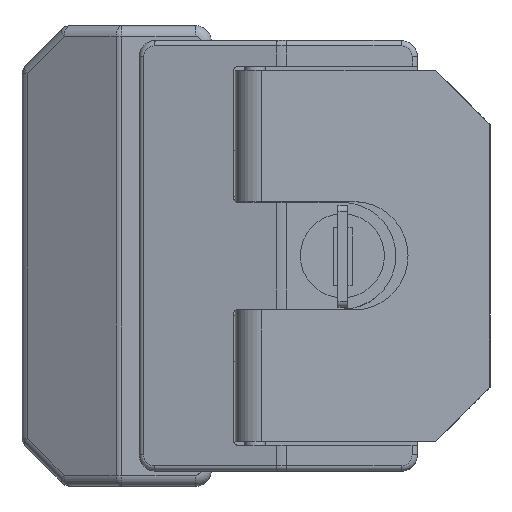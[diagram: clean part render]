
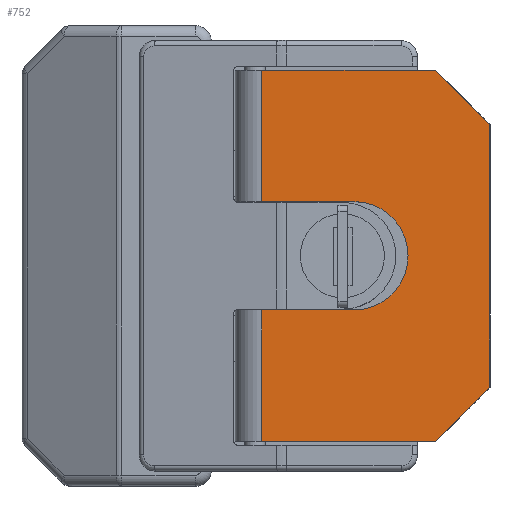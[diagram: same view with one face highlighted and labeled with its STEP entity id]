
A CAD part, top view. The second image highlights one B-rep face of the part: STEP entity #752.
In plain terms, the highlighted face is planar.
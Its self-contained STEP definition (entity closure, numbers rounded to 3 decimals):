
#204 = DIRECTION ( 'NONE',  ( 0., 0., -1. ) ) ;
#266 = CARTESIAN_POINT ( 'NONE',  ( -18.5, 34.25, 7.3 ) ) ;
#300 = CARTESIAN_POINT ( 'NONE',  ( -23.5, 34.25, 7.3 ) ) ;
#312 = VECTOR ( 'NONE', #2014, 1000. ) ;
#752 = ADVANCED_FACE ( 'NONE', ( #7082 ), #4046, .F. ) ;
#827 = EDGE_CURVE ( 'NONE', #6741, #10076, #2421, .T. ) ;
#843 = EDGE_CURVE ( 'NONE', #2334, #9692, #8772, .T. ) ;
#1249 = CARTESIAN_POINT ( 'NONE',  ( 13.5, -34.25, 7.3 ) ) ;
#1475 = AXIS2_PLACEMENT_3D ( 'NONE', #8624, #204, #2376 ) ;
#1563 = ORIENTED_EDGE ( 'NONE', *, *, #3639, .T. ) ;
#1587 = CARTESIAN_POINT ( 'NONE',  ( 13.5, -34.25, 7.3 ) ) ;
#1597 = VERTEX_POINT ( 'NONE', #8889 ) ;
#1740 = DIRECTION ( 'NONE',  ( 0., 1., 0. ) ) ;
#1741 = CARTESIAN_POINT ( 'NONE',  ( -23.5, 10., 7.3 ) ) ;
#1744 = EDGE_CURVE ( 'NONE', #7491, #9234, #4475, .T. ) ;
#1792 = DIRECTION ( 'NONE',  ( 1., 0., 0. ) ) ;
#1879 = CARTESIAN_POINT ( 'NONE',  ( -23.5, -10., 7.3 ) ) ;
#2014 = DIRECTION ( 'NONE',  ( 0., -1., 0. ) ) ;
#2315 = AXIS2_PLACEMENT_3D ( 'NONE', #8212, #2870, #7432 ) ;
#2334 = VERTEX_POINT ( 'NONE', #6463 ) ;
#2376 = DIRECTION ( 'NONE',  ( -1., 0., 0. ) ) ;
#2421 = LINE ( 'NONE', #1587, #5412 ) ;
#2640 = AXIS2_PLACEMENT_3D ( 'NONE', #3732, #6307, #8660 ) ;
#2645 = VECTOR ( 'NONE', #8871, 1000. ) ;
#2684 = DIRECTION ( 'NONE',  ( 0., -1., 0. ) ) ;
#2865 = ORIENTED_EDGE ( 'NONE', *, *, #1744, .T. ) ;
#2870 = DIRECTION ( 'NONE',  ( 0., 0., 1. ) ) ;
#2886 = CARTESIAN_POINT ( 'NONE',  ( -18.5, 0., 7.3 ) ) ;
#3063 = ORIENTED_EDGE ( 'NONE', *, *, #5474, .F. ) ;
#3639 = EDGE_CURVE ( 'NONE', #5037, #8856, #5589, .T. ) ;
#3645 = EDGE_CURVE ( 'NONE', #10076, #1597, #7131, .T. ) ;
#3686 = VERTEX_POINT ( 'NONE', #7950 ) ;
#3732 = CARTESIAN_POINT ( 'NONE',  ( -1.5, 0., 7.3 ) ) ;
#3938 = ORIENTED_EDGE ( 'NONE', *, *, #6092, .T. ) ;
#3953 = VECTOR ( 'NONE', #5111, 1000. ) ;
#3979 = EDGE_LOOP ( 'NONE', ( #1563, #3938, #5014, #6911, #8684, #3063, #2865, #8558, #5467, #6292, #5405 ) ) ;
#4046 = PLANE ( 'NONE',  #1475 ) ;
#4260 = CARTESIAN_POINT ( 'NONE',  ( -18.5, -10., 7.3 ) ) ;
#4305 = CARTESIAN_POINT ( 'NONE',  ( 8.5, 0., 7.3 ) ) ;
#4359 = CARTESIAN_POINT ( 'NONE',  ( -18.5, -34.25, 7.3 ) ) ;
#4396 = VECTOR ( 'NONE', #2684, 1000. ) ;
#4475 = LINE ( 'NONE', #6777, #4396 ) ;
#4541 = EDGE_CURVE ( 'NONE', #3686, #9182, #6062, .T. ) ;
#4724 = EDGE_CURVE ( 'NONE', #9182, #9692, #9348, .T. ) ;
#4971 = VECTOR ( 'NONE', #8718, 1000. ) ;
#5014 = ORIENTED_EDGE ( 'NONE', *, *, #843, .T. ) ;
#5037 = VERTEX_POINT ( 'NONE', #9778 ) ;
#5111 = DIRECTION ( 'NONE',  ( 1., 0., 0. ) ) ;
#5297 = CARTESIAN_POINT ( 'NONE',  ( -1.5, 10., 7.3 ) ) ;
#5405 = ORIENTED_EDGE ( 'NONE', *, *, #7906, .T. ) ;
#5412 = VECTOR ( 'NONE', #6363, 1000. ) ;
#5467 = ORIENTED_EDGE ( 'NONE', *, *, #827, .T. ) ;
#5474 = EDGE_CURVE ( 'NONE', #7491, #3686, #8903, .T. ) ;
#5589 = LINE ( 'NONE', #300, #4971 ) ;
#5942 = VECTOR ( 'NONE', #1740, 1000. ) ;
#6062 = CIRCLE ( 'NONE', #2315, 10. ) ;
#6092 = EDGE_CURVE ( 'NONE', #8856, #2334, #9958, .T. ) ;
#6292 = ORIENTED_EDGE ( 'NONE', *, *, #3645, .T. ) ;
#6307 = DIRECTION ( 'NONE',  ( 0., 0., 1. ) ) ;
#6363 = DIRECTION ( 'NONE',  ( 0.707, 0.707, 0. ) ) ;
#6463 = CARTESIAN_POINT ( 'NONE',  ( -18.5, 10., 7.3 ) ) ;
#6565 = VECTOR ( 'NONE', #8572, 1000. ) ;
#6741 = VERTEX_POINT ( 'NONE', #1249 ) ;
#6777 = CARTESIAN_POINT ( 'NONE',  ( -18.5, 0., 7.3 ) ) ;
#6911 = ORIENTED_EDGE ( 'NONE', *, *, #4724, .F. ) ;
#7027 = CARTESIAN_POINT ( 'NONE',  ( 13.5, 34.25, 7.3 ) ) ;
#7082 = FACE_OUTER_BOUND ( 'NONE', #3979, .T. ) ;
#7131 = LINE ( 'NONE', #9639, #5942 ) ;
#7277 = CARTESIAN_POINT ( 'NONE',  ( -23.5, -34.25, 7.3 ) ) ;
#7432 = DIRECTION ( 'NONE',  ( 1., 0., 0. ) ) ;
#7491 = VERTEX_POINT ( 'NONE', #4260 ) ;
#7906 = EDGE_CURVE ( 'NONE', #1597, #5037, #9328, .T. ) ;
#7950 = CARTESIAN_POINT ( 'NONE',  ( -1.5, -10., 7.3 ) ) ;
#7966 = EDGE_CURVE ( 'NONE', #9234, #6741, #8713, .T. ) ;
#8212 = CARTESIAN_POINT ( 'NONE',  ( -1.5, 0., 7.3 ) ) ;
#8558 = ORIENTED_EDGE ( 'NONE', *, *, #7966, .T. ) ;
#8572 = DIRECTION ( 'NONE',  ( -0.707, 0.707, 0. ) ) ;
#8624 = CARTESIAN_POINT ( 'NONE',  ( 0., 0., 7.3 ) ) ;
#8660 = DIRECTION ( 'NONE',  ( 1., 0., 0. ) ) ;
#8684 = ORIENTED_EDGE ( 'NONE', *, *, #4541, .F. ) ;
#8713 = LINE ( 'NONE', #7277, #2645 ) ;
#8718 = DIRECTION ( 'NONE',  ( -1., 0., 0. ) ) ;
#8772 = LINE ( 'NONE', #1741, #9344 ) ;
#8856 = VERTEX_POINT ( 'NONE', #266 ) ;
#8871 = DIRECTION ( 'NONE',  ( 1., 0., 0. ) ) ;
#8889 = CARTESIAN_POINT ( 'NONE',  ( 23.5, 24.25, 7.3 ) ) ;
#8903 = LINE ( 'NONE', #1879, #3953 ) ;
#9029 = CARTESIAN_POINT ( 'NONE',  ( 23.5, -24.25, 7.3 ) ) ;
#9182 = VERTEX_POINT ( 'NONE', #4305 ) ;
#9234 = VERTEX_POINT ( 'NONE', #4359 ) ;
#9328 = LINE ( 'NONE', #7027, #6565 ) ;
#9344 = VECTOR ( 'NONE', #1792, 1000. ) ;
#9348 = CIRCLE ( 'NONE', #2640, 10. ) ;
#9639 = CARTESIAN_POINT ( 'NONE',  ( 23.5, -24.25, 7.3 ) ) ;
#9692 = VERTEX_POINT ( 'NONE', #5297 ) ;
#9778 = CARTESIAN_POINT ( 'NONE',  ( 13.5, 34.25, 7.3 ) ) ;
#9958 = LINE ( 'NONE', #2886, #312 ) ;
#10076 = VERTEX_POINT ( 'NONE', #9029 ) ;
